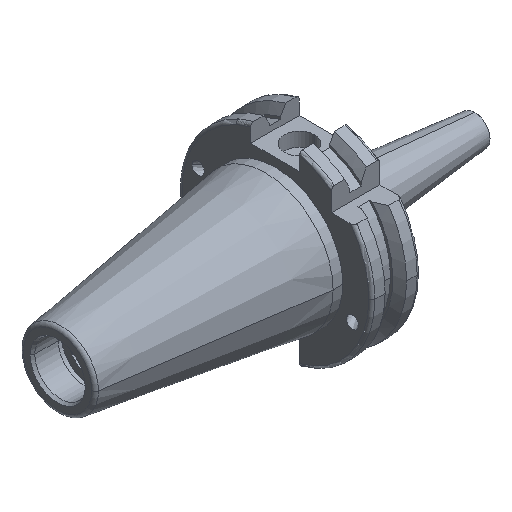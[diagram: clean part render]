
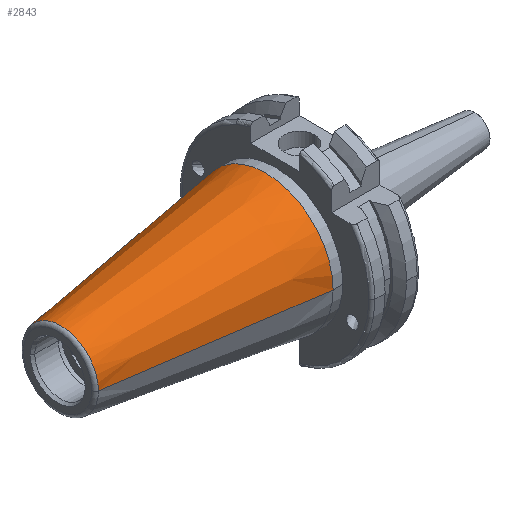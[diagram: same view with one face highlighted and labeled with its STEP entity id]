
A CAD part, isometric view. The second image highlights one B-rep face of the part: STEP entity #2843.
In plain terms, the highlighted conical face has half-angle 8.297 degrees and reference radius 22.225 mm.
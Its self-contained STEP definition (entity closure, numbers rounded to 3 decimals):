
#131 = VERTEX_POINT ( 'NONE', #3478 ) ;
#450 = AXIS2_PLACEMENT_3D ( 'NONE', #2417, #2285, #2364 ) ;
#689 = DIRECTION ( 'NONE',  ( 0.99, 0.144, 0. ) ) ;
#1026 = EDGE_CURVE ( 'NONE', #1102, #1936, #1710, .T. ) ;
#1102 = VERTEX_POINT ( 'NONE', #1667 ) ;
#1287 = EDGE_CURVE ( 'NONE', #131, #2602, #3293, .T. ) ;
#1475 = EDGE_CURVE ( 'NONE', #2602, #1936, #1901, .T. ) ;
#1630 = AXIS2_PLACEMENT_3D ( 'NONE', #1896, #2348, #3202 ) ;
#1667 = CARTESIAN_POINT ( 'NONE',  ( -86.473, 12.4, 0. ) ) ;
#1710 = LINE ( 'NONE', #3862, #1817 ) ;
#1725 = ORIENTED_EDGE ( 'NONE', *, *, #1756, .F. ) ;
#1756 = EDGE_CURVE ( 'NONE', #131, #1102, #2823, .T. ) ;
#1817 = VECTOR ( 'NONE', #689, 1000. ) ;
#1846 = AXIS2_PLACEMENT_3D ( 'NONE', #3363, #3369, #1985 ) ;
#1896 = CARTESIAN_POINT ( 'NONE',  ( -86.473, 0., 0. ) ) ;
#1901 = CIRCLE ( 'NONE', #1846, 22.225 ) ;
#1906 = ORIENTED_EDGE ( 'NONE', *, *, #1287, .T. ) ;
#1936 = VERTEX_POINT ( 'NONE', #3113 ) ;
#1985 = DIRECTION ( 'NONE',  ( 0., -1., 0. ) ) ;
#2251 = CARTESIAN_POINT ( 'NONE',  ( -19.1, -22.225, 0. ) ) ;
#2285 = DIRECTION ( 'NONE',  ( 1., 0., 0. ) ) ;
#2348 = DIRECTION ( 'NONE',  ( -1., 0., 0. ) ) ;
#2364 = DIRECTION ( 'NONE',  ( 0., 1., 0. ) ) ;
#2417 = CARTESIAN_POINT ( 'NONE',  ( -19.1, 0., 0. ) ) ;
#2496 = ORIENTED_EDGE ( 'NONE', *, *, #1475, .T. ) ;
#2602 = VERTEX_POINT ( 'NONE', #2251 ) ;
#2659 = DIRECTION ( 'NONE',  ( 0.99, -0.144, 0. ) ) ;
#2670 = CARTESIAN_POINT ( 'NONE',  ( -19.1, -22.225, 0. ) ) ;
#2699 = CONICAL_SURFACE ( 'NONE', #450, 22.225, 0.145 ) ;
#2823 = CIRCLE ( 'NONE', #1630, 12.4 ) ;
#2843 = ADVANCED_FACE ( 'NONE', ( #3340 ), #2699, .T. ) ;
#3113 = CARTESIAN_POINT ( 'NONE',  ( -19.1, 22.225, 0. ) ) ;
#3202 = DIRECTION ( 'NONE',  ( 0., -1., 0. ) ) ;
#3251 = VECTOR ( 'NONE', #2659, 1000. ) ;
#3293 = LINE ( 'NONE', #2670, #3251 ) ;
#3340 = FACE_OUTER_BOUND ( 'NONE', #4172, .T. ) ;
#3363 = CARTESIAN_POINT ( 'NONE',  ( -19.1, 0., 0. ) ) ;
#3369 = DIRECTION ( 'NONE',  ( -1., 0., 0. ) ) ;
#3478 = CARTESIAN_POINT ( 'NONE',  ( -86.473, -12.4, 0. ) ) ;
#3862 = CARTESIAN_POINT ( 'NONE',  ( -19.1, 22.225, 0. ) ) ;
#3927 = ORIENTED_EDGE ( 'NONE', *, *, #1026, .F. ) ;
#4172 = EDGE_LOOP ( 'NONE', ( #1725, #1906, #2496, #3927 ) ) ;
